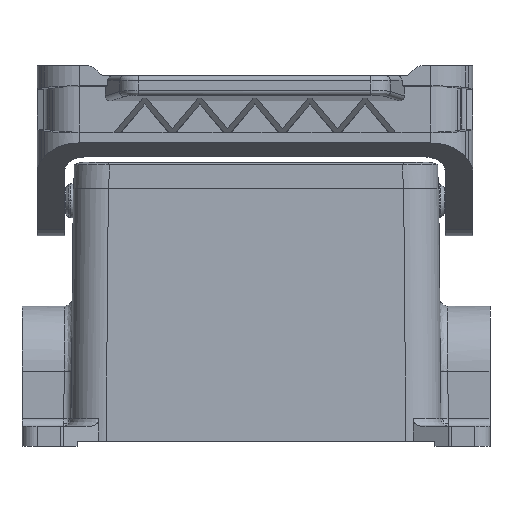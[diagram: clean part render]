
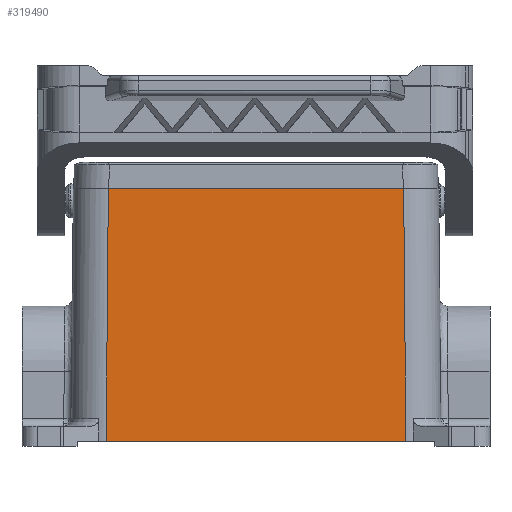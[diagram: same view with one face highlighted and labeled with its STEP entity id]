
A CAD part, front view. The second image highlights one B-rep face of the part: STEP entity #319490.
In plain terms, the highlighted face is planar.
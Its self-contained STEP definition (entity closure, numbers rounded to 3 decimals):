
#1220=CARTESIAN_POINT('',(63.325,69.408,0.));
#1230=VERTEX_POINT('',#1220);
#1260=CARTESIAN_POINT('',(63.325,0.,0.));
#1270=DIRECTION('',(0.,-1.,0.));
#1280=VECTOR('',#1270,1.);
#1290=LINE('',#1260,#1280);
#1300=CARTESIAN_POINT('',(63.325,10.407,0.));
#1310=VERTEX_POINT('',#1300);
#1320=EDGE_CURVE('',#1230,#1310,#1290,.T.);
#319190=CARTESIAN_POINT('',(63.325,3.407,0.));
#319200=DIRECTION('',(1.,0.,0.009));
#319210=DIRECTION('',(0.,-1.,0.));
#319220=AXIS2_PLACEMENT_3D('',#319190,#319200,#319210);
#319230=PLANE('',#319220);
#319240=CARTESIAN_POINT('',(63.324,69.407,
0.061));
#319250=DIRECTION('',(-0.009,-0.009,
1.));
#319260=VECTOR('',#319250,1.);
#319270=LINE('',#319240,#319260);
#319280=CARTESIAN_POINT('',(63.766,69.848,-50.5));
#319290=VERTEX_POINT('',#319280);
#319300=EDGE_CURVE('',#319290,#1230,#319270,.T.);
#319310=ORIENTED_EDGE('',*,*,#319300,.T.);
#319320=CARTESIAN_POINT('',(63.766,0.,-50.5));
#319330=DIRECTION('',(0.,-1.,0.));
#319340=VECTOR('',#319330,1.);
#319350=LINE('',#319320,#319340);
#319360=CARTESIAN_POINT('',(63.766,9.966,-50.5));
#319370=VERTEX_POINT('',#319360);
#319380=EDGE_CURVE('',#319290,#319370,#319350,.T.);
#319390=ORIENTED_EDGE('',*,*,#319380,.F.);
#319400=CARTESIAN_POINT('',(63.324,10.408,
0.061));
#319410=DIRECTION('',(-0.009,0.009,
1.));
#319420=VECTOR('',#319410,1.);
#319430=LINE('',#319400,#319420);
#319440=EDGE_CURVE('',#319370,#1310,#319430,.T.);
#319450=ORIENTED_EDGE('',*,*,#319440,.F.);
#319460=ORIENTED_EDGE('',*,*,#1320,.T.);
#319470=EDGE_LOOP('',(#319460,#319450,#319390,#319310));
#319480=FACE_OUTER_BOUND('',#319470,.T.);
#319490=ADVANCED_FACE('',(#319480),#319230,.T.);
